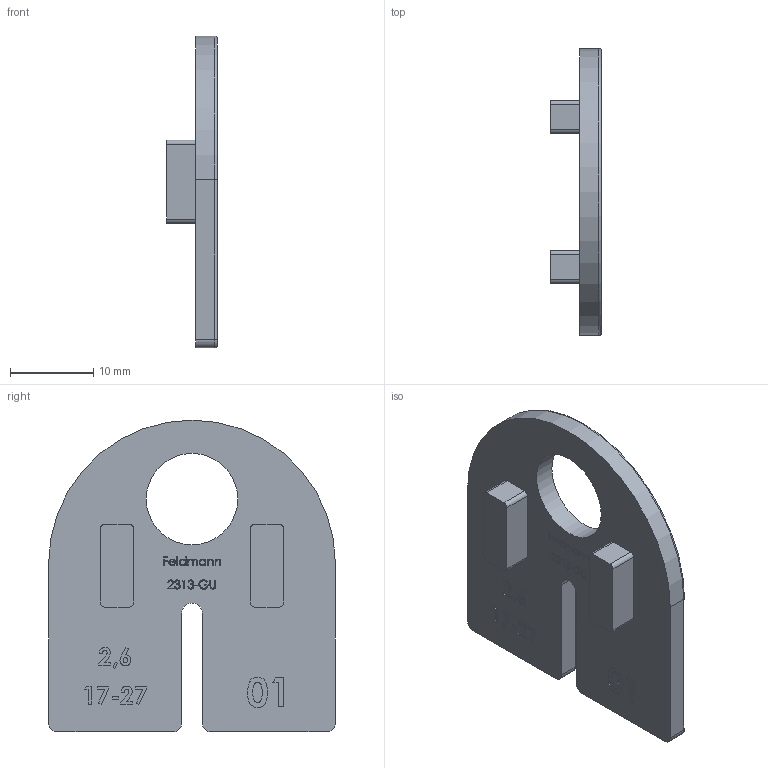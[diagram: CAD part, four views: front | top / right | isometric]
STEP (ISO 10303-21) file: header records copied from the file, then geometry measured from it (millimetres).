
FILE_DESCRIPTION (( 'STEP AP203' ), '1' );
FILE_NAME ('2313-GU.step', '2021-11-25T07:53:25', ( '' ), ( '' ), 'SwSTEP 2.0', 'SolidWorks 2018', '' );
FILE_SCHEMA (( 'CONFIG_CONTROL_DESIGN' ));
Length unit declared in the file: millimetre
Products named in the file (2): 2313-GU
Bounding box: 6.1 x 34.5 x 37.5 mm (x, y, z)
Volume: 2952.3 mm3; surface area: 2754.1 mm2
Topology: 1 solids, 1 shells, 449 faces, 1200 edges, 796 vertices
Faces by surface type: plane 252, bspline 170, cylinder 21, torus 6
Full cylindrical faces by diameter (mm): 11 x1
Entity records: 22900 total; most frequent: CARTESIAN_POINT 12656, ORIENTED_EDGE 2398, DIRECTION 1469, EDGE_CURVE 1199, VECTOR 811, LINE 811, VERTEX_POINT 796, EDGE_LOOP 495
